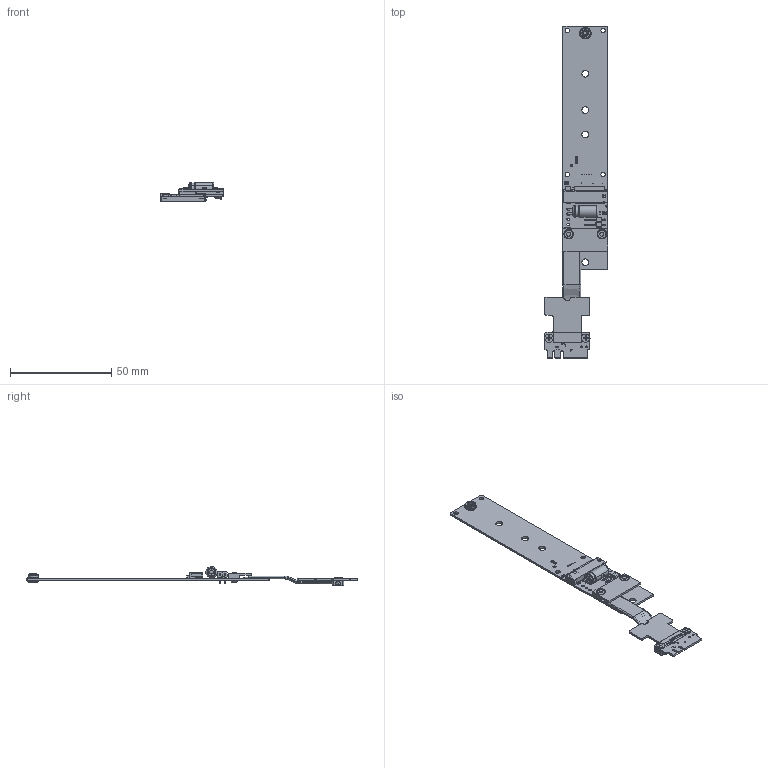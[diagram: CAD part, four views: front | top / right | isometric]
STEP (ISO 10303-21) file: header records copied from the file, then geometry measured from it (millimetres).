
FILE_DESCRIPTION(('Open CASCADE Model'),'2;1');
FILE_NAME('Open CASCADE Shape Model','2020-03-21T02:51:30',('Author'),( 'Open CASCADE'),'Open CASCADE STEP processor 6.8','Open CASCADE 6.8' ,'Unknown');
FILE_SCHEMA(('AUTOMOTIVE_DESIGN { 1 0 10303 214 1 1 1 1 }'));
Length unit declared in the file: millimetre
Products named in the file (29): PCB; Board; Open CASCADE STEP translator 6.8 11.1.1; Q1; SOT-23; R1; 萇郯泂えR0603; R2; D1; LED_AP1608; R3; Free-Models; G0030_RGB12967653; G0042; M2_nuc_RGB3326705; CAP_RAD_D5x11_POL_BK; Tape_22x5_RGB0; c-1-2199119-3-a1-3d_RGB4404530; bg075-02x-1-0600-0300-0150-x-x_revd; BG075-Insulator; BG075-1-0600-0300-0150-pin; G0033_RGB9411503; Hexagon_nut_ISO_4032_(DIN_934)_-_M2_RGB9411503; RP44S-PAD; Tape14x5_RGB0; RP55S-PAD; G0030_RGB9411503; cable13pin-43q_RGB4078660
Assembly tree (38 placements, depth 4):
  PCB
    Board
      Open CASCADE STEP translator 6.8 11.1.1
    Q1
      SOT-23
    R1
      萇郯泂えR0603
        萇郯泂えR0603
    R2
      萇郯泂えR0603
        萇郯泂えR0603
    D1
      LED_AP1608
    R3
      萇郯泂えR0603
        萇郯泂えR0603
    Free-Models
      G0030_RGB12967653
      G0042  x2
      M2_nuc_RGB3326705
      CAP_RAD_D5x11_POL_BK
      Tape_22x5_RGB0
      c-1-2199119-3-a1-3d_RGB4404530
      bg075-02x-1-0600-0300-0150-x-x_revd
        BG075-Insulator  x2
        BG075-1-0600-0300-0150-pin  x2
      G0033_RGB9411503  x2
      Hexagon_nut_ISO_4032_(DIN_934)_-_M2_RGB9411503  x4
      RP44S-PAD
      Tape14x5_RGB0
      RP55S-PAD
      G0030_RGB9411503  x2
      cable13pin-43q_RGB4078660
Bounding box: 31.24 x 163.7 x 9.25 mm (x, y, z)
Volume: 4970.6 mm3; surface area: 11988.7 mm2
Topology: 65 solids, 65 shells, 3281 faces, 8781 edges, 5777 vertices
Faces by surface type: plane 1935, cylinder 818, bspline 403, torus 64, cone 57, revolution 4
Full cylindrical faces by diameter (mm): 0.254 x99, 0.5 x2, 0.6 x53, 0.9 x4, 1.1 x1, 1.2 x4, 1.6 x1, 2 x1, 2.2 x12, 3.2 x3, 3.4 x6, 4.1 x1, 4.125 x2, 4.8 x2, 5 x1, 5.76 x2
Entity records: 131861 total; most frequent: CARTESIAN_POINT 33502, ORIENTED_EDGE 16054, DIRECTION 14393, EDGE_CURVE 8027, LINE 5613, VECTOR 5613, VERTEX_POINT 5290, AXIS2_PLACEMENT_3D 4389
